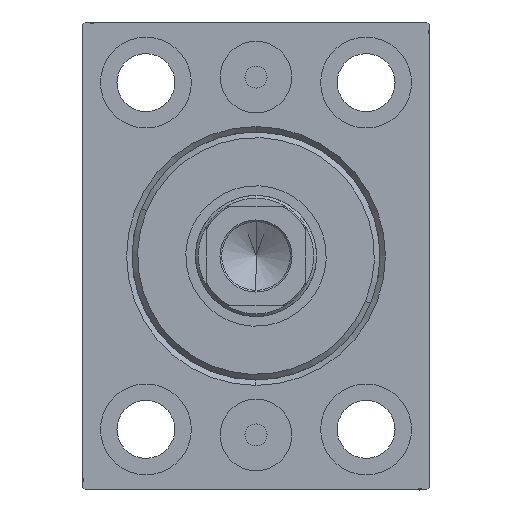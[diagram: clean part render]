
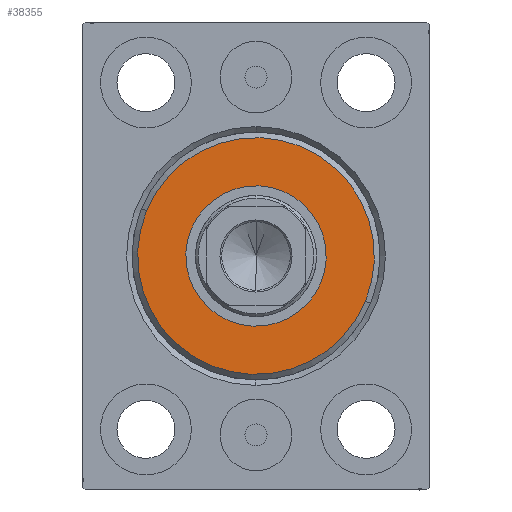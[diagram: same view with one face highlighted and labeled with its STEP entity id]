
A CAD part, left-side view. The second image highlights one B-rep face of the part: STEP entity #38355.
In plain terms, the highlighted face is planar.
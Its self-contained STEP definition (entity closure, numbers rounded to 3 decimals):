
#1453 = DIRECTION ( 'NONE',  ( 0., 0., -1. ) ) ;
#2634 = CIRCLE ( 'NONE', #15378, 21.5 ) ;
#4069 = VERTEX_POINT ( 'NONE', #14325 ) ;
#4776 = CARTESIAN_POINT ( 'NONE',  ( 3., 0., 0. ) ) ;
#7536 = AXIS2_PLACEMENT_3D ( 'NONE', #14163, #13722, #7977 ) ;
#7702 = AXIS2_PLACEMENT_3D ( 'NONE', #4776, #20901, #1453 ) ;
#7868 = DIRECTION ( 'NONE',  ( 1., 0., 0. ) ) ;
#7977 = DIRECTION ( 'NONE',  ( 0., 0., -1. ) ) ;
#10462 = EDGE_CURVE ( 'NONE', #4069, #22170, #21686, .T. ) ;
#10553 = FACE_BOUND ( 'NONE', #29730, .T. ) ;
#12597 = VERTEX_POINT ( 'NONE', #38391 ) ;
#13532 = ORIENTED_EDGE ( 'NONE', *, *, #17019, .T. ) ;
#13722 = DIRECTION ( 'NONE',  ( -1., 0., 0. ) ) ;
#14163 = CARTESIAN_POINT ( 'NONE',  ( 3., 0., 0. ) ) ;
#14325 = CARTESIAN_POINT ( 'NONE',  ( 3., 0., 12.75 ) ) ;
#14673 = AXIS2_PLACEMENT_3D ( 'NONE', #24061, #20743, #34219 ) ;
#15378 = AXIS2_PLACEMENT_3D ( 'NONE', #31768, #7868, #28452 ) ;
#15686 = DIRECTION ( 'NONE',  ( -1., 0., 0. ) ) ;
#16178 = CIRCLE ( 'NONE', #7702, 21.5 ) ;
#16548 = PLANE ( 'NONE',  #14673 ) ;
#17019 = EDGE_CURVE ( 'NONE', #12597, #18317, #16178, .T. ) ;
#17405 = CARTESIAN_POINT ( 'NONE',  ( 3., 0., -12.75 ) ) ;
#18317 = VERTEX_POINT ( 'NONE', #18783 ) ;
#18783 = CARTESIAN_POINT ( 'NONE',  ( 3., 0., -21.5 ) ) ;
#20743 = DIRECTION ( 'NONE',  ( 1., 0., 0. ) ) ;
#20901 = DIRECTION ( 'NONE',  ( 1., 0., 0. ) ) ;
#21686 = CIRCLE ( 'NONE', #7536, 12.75 ) ;
#22111 = CARTESIAN_POINT ( 'NONE',  ( 3., 0., 0. ) ) ;
#22170 = VERTEX_POINT ( 'NONE', #17405 ) ;
#22187 = EDGE_LOOP ( 'NONE', ( #13532, #28332 ) ) ;
#24061 = CARTESIAN_POINT ( 'NONE',  ( 3., 0., 0. ) ) ;
#27214 = ORIENTED_EDGE ( 'NONE', *, *, #10462, .T. ) ;
#28332 = ORIENTED_EDGE ( 'NONE', *, *, #42000, .T. ) ;
#28452 = DIRECTION ( 'NONE',  ( 0., 0., -1. ) ) ;
#29730 = EDGE_LOOP ( 'NONE', ( #27214, #38071 ) ) ;
#31768 = CARTESIAN_POINT ( 'NONE',  ( 3., 0., 0. ) ) ;
#34219 = DIRECTION ( 'NONE',  ( 0., 0., -1. ) ) ;
#35575 = EDGE_CURVE ( 'NONE', #22170, #4069, #39347, .T. ) ;
#38071 = ORIENTED_EDGE ( 'NONE', *, *, #35575, .T. ) ;
#38355 = ADVANCED_FACE ( 'NONE', ( #40876, #10553 ), #16548, .T. ) ;
#38391 = CARTESIAN_POINT ( 'NONE',  ( 3., 0., 21.5 ) ) ;
#38921 = DIRECTION ( 'NONE',  ( 0., 0., -1. ) ) ;
#39347 = CIRCLE ( 'NONE', #43550, 12.75 ) ;
#40876 = FACE_OUTER_BOUND ( 'NONE', #22187, .T. ) ;
#42000 = EDGE_CURVE ( 'NONE', #18317, #12597, #2634, .T. ) ;
#43550 = AXIS2_PLACEMENT_3D ( 'NONE', #22111, #15686, #38921 ) ;
